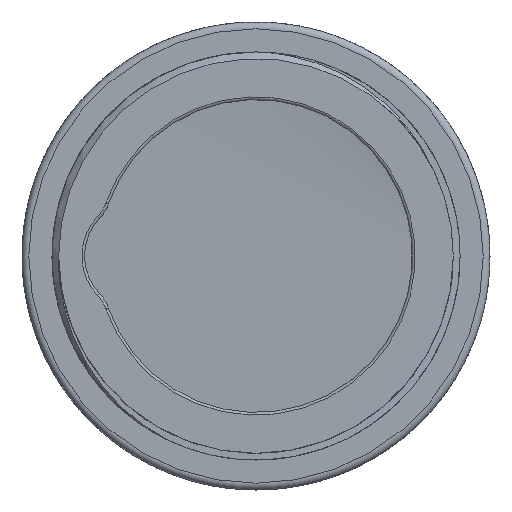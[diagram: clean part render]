
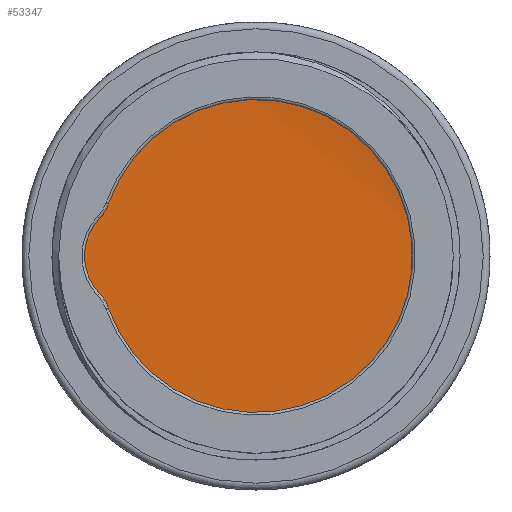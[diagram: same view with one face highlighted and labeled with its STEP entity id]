
A CAD part, left-side view. The second image highlights one B-rep face of the part: STEP entity #53347.
In plain terms, the highlighted cylindrical face has radius 14.5 mm (diameter 29 mm), a full revolution.
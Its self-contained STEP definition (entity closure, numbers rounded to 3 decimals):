
#3823=FACE_OUTER_BOUND('',#6975,.T.);
#6975=EDGE_LOOP('',(#32796,#32797,#32798));
#10480=B_SPLINE_CURVE_WITH_KNOTS('',3,(#61640,#61641,#61642,#61643,#61644,
#61645,#61646,#61647,#61648,#61649,#61650,#61651,#61652,#61653,#61654,#61655,
#61656),.UNSPECIFIED.,.F.,.F.,(4,1,1,1,1,1,1,1,1,1,1,1,1,1,4),(9.425,
9.87,10.354,10.837,11.32,11.803,
12.286,12.769,13.252,13.735,14.218,
14.701,15.184,15.667,15.708),
 .UNSPECIFIED.);
#17697=LINE('',#61565,#18171);
#17701=LINE('',#61657,#18175);
#18171=VECTOR('',#58045,14.5);
#18175=VECTOR('',#58061,14.5);
#18645=VERTEX_POINT('',#61563);
#18646=VERTEX_POINT('',#61564);
#18657=VERTEX_POINT('',#61639);
#24312=EDGE_CURVE('',#18645,#18646,#17697,.T.);
#24325=EDGE_CURVE('',#18657,#18646,#10480,.T.);
#24326=EDGE_CURVE('',#18657,#18645,#17701,.T.);
#32796=ORIENTED_EDGE('',*,*,#24312,.T.);
#32797=ORIENTED_EDGE('',*,*,#24325,.F.);
#32798=ORIENTED_EDGE('',*,*,#24326,.T.);
#49726=CYLINDRICAL_SURFACE('',#56525,14.5);
#53347=ADVANCED_FACE('',(#3823),#49726,.T.);
#56525=AXIS2_PLACEMENT_3D('',#61638,#58059,#58060);
#58045=DIRECTION('',(1.,0.,0.));
#58059=DIRECTION('center_axis',(1.,0.,0.));
#58060=DIRECTION('ref_axis',(0.,1.,0.));
#58061=DIRECTION('',(1.,0.,0.));
#61563=CARTESIAN_POINT('',(4.2,-14.5,0.));
#61564=CARTESIAN_POINT('',(5.4,-14.5,0.));
#61565=CARTESIAN_POINT('',(0.,-14.5,0.));
#61638=CARTESIAN_POINT('Origin',(0.,0.,0.));
#61639=CARTESIAN_POINT('',(2.6,-14.5,0.));
#61640=CARTESIAN_POINT('Ctrl Pts',(2.6,-14.501,0.));
#61641=CARTESIAN_POINT('Ctrl Pts',(2.666,-14.5,2.154));
#61642=CARTESIAN_POINT('Ctrl Pts',(2.804,-13.485,6.643));
#61643=CARTESIAN_POINT('Ctrl Pts',(3.014,-9.028,12.074));
#61644=CARTESIAN_POINT('Ctrl Pts',(3.229,-2.386,14.886));
#61645=CARTESIAN_POINT('Ctrl Pts',(3.444,4.802,14.291));
#61646=CARTESIAN_POINT('Ctrl Pts',(3.66,10.89,10.425));
#61647=CARTESIAN_POINT('Ctrl Pts',(3.875,14.487,4.174));
#61648=CARTESIAN_POINT('Ctrl Pts',(4.09,14.768,-3.033));
#61649=CARTESIAN_POINT('Ctrl Pts',(4.306,11.669,-9.546));
#61650=CARTESIAN_POINT('Ctrl Pts',(4.521,5.899,-13.874));
#61651=CARTESIAN_POINT('Ctrl Pts',(4.736,-1.22,-15.027));
#61652=CARTESIAN_POINT('Ctrl Pts',(4.951,-8.061,-12.74));
#61653=CARTESIAN_POINT('Ctrl Pts',(5.167,-13.056,-7.538));
#61654=CARTESIAN_POINT('Ctrl Pts',(5.316,-14.451,-2.726));
#61655=CARTESIAN_POINT('Ctrl Pts',(5.394,-14.501,-0.196));
#61656=CARTESIAN_POINT('Ctrl Pts',(5.4,-14.501,0.));
#61657=CARTESIAN_POINT('',(0.,-14.5,0.));
